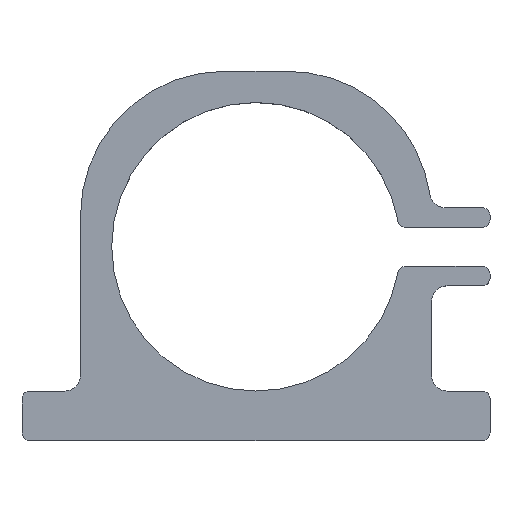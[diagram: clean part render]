
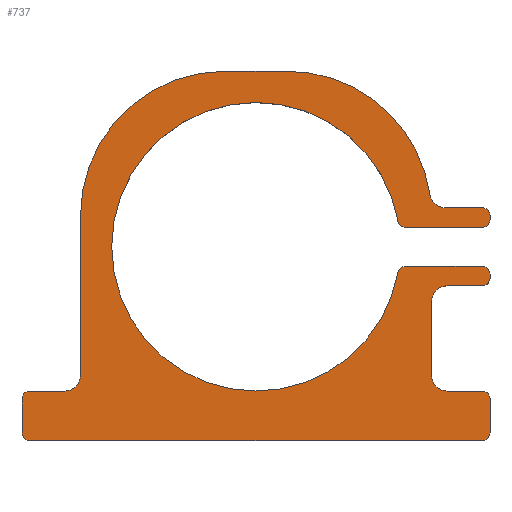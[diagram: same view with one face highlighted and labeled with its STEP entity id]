
A CAD part, top view. The second image highlights one B-rep face of the part: STEP entity #737.
In plain terms, the highlighted planar face has unit normal (0, 0, 1).
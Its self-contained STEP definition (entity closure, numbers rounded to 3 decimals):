
#23=PLANE('',#792);
#41=FACE_OUTER_BOUND('',#80,.T.);
#80=EDGE_LOOP('',(#493,#494,#495,#496,#497,#498,#499,#500,#501,#502,#503,
#504,#505,#506,#507,#508,#509,#510,#511,#512,#513,#514,#515,#516,#517,#518,
#519,#520,#521,#522,#523));
#126=LINE('',#1128,#192);
#127=LINE('',#1132,#193);
#128=LINE('',#1136,#194);
#129=LINE('',#1142,#195);
#130=LINE('',#1146,#196);
#131=LINE('',#1150,#197);
#132=LINE('',#1154,#198);
#133=LINE('',#1158,#199);
#134=LINE('',#1162,#200);
#135=LINE('',#1166,#201);
#136=LINE('',#1170,#202);
#137=LINE('',#1174,#203);
#138=LINE('',#1178,#204);
#139=LINE('',#1181,#205);
#192=VECTOR('',#890,10.);
#193=VECTOR('',#893,10.);
#194=VECTOR('',#896,10.);
#195=VECTOR('',#901,10.);
#196=VECTOR('',#904,10.);
#197=VECTOR('',#907,10.);
#198=VECTOR('',#910,10.);
#199=VECTOR('',#913,10.);
#200=VECTOR('',#916,10.);
#201=VECTOR('',#919,10.);
#202=VECTOR('',#922,10.);
#203=VECTOR('',#925,10.);
#204=VECTOR('',#928,10.);
#205=VECTOR('',#931,10.);
#257=CIRCLE('',#791,1.);
#258=CIRCLE('',#793,18.5);
#259=CIRCLE('',#794,1.);
#260=CIRCLE('',#795,1.);
#261=CIRCLE('',#796,1.);
#262=CIRCLE('',#797,2.);
#263=CIRCLE('',#798,18.5);
#264=CIRCLE('',#799,18.5);
#265=CIRCLE('',#800,2.);
#266=CIRCLE('',#801,1.);
#267=CIRCLE('',#802,1.);
#268=CIRCLE('',#803,1.);
#269=CIRCLE('',#804,1.);
#270=CIRCLE('',#805,2.);
#271=CIRCLE('',#806,2.);
#272=CIRCLE('',#807,1.);
#273=CIRCLE('',#808,1.);
#304=VERTEX_POINT('',#1117);
#305=VERTEX_POINT('',#1119);
#306=VERTEX_POINT('',#1123);
#307=VERTEX_POINT('',#1125);
#308=VERTEX_POINT('',#1127);
#309=VERTEX_POINT('',#1129);
#310=VERTEX_POINT('',#1131);
#311=VERTEX_POINT('',#1133);
#312=VERTEX_POINT('',#1135);
#313=VERTEX_POINT('',#1137);
#314=VERTEX_POINT('',#1139);
#315=VERTEX_POINT('',#1141);
#316=VERTEX_POINT('',#1143);
#317=VERTEX_POINT('',#1145);
#318=VERTEX_POINT('',#1147);
#319=VERTEX_POINT('',#1149);
#320=VERTEX_POINT('',#1151);
#321=VERTEX_POINT('',#1153);
#322=VERTEX_POINT('',#1155);
#323=VERTEX_POINT('',#1157);
#324=VERTEX_POINT('',#1159);
#325=VERTEX_POINT('',#1161);
#326=VERTEX_POINT('',#1163);
#327=VERTEX_POINT('',#1165);
#328=VERTEX_POINT('',#1167);
#329=VERTEX_POINT('',#1169);
#330=VERTEX_POINT('',#1171);
#331=VERTEX_POINT('',#1173);
#332=VERTEX_POINT('',#1175);
#333=VERTEX_POINT('',#1177);
#334=VERTEX_POINT('',#1179);
#378=EDGE_CURVE('',#304,#305,#257,.T.);
#380=EDGE_CURVE('',#306,#304,#258,.T.);
#381=EDGE_CURVE('',#307,#306,#259,.T.);
#382=EDGE_CURVE('',#308,#307,#126,.T.);
#383=EDGE_CURVE('',#309,#308,#260,.T.);
#384=EDGE_CURVE('',#310,#309,#127,.T.);
#385=EDGE_CURVE('',#311,#310,#261,.T.);
#386=EDGE_CURVE('',#312,#311,#128,.T.);
#387=EDGE_CURVE('',#313,#312,#262,.T.);
#388=EDGE_CURVE('',#313,#314,#263,.T.);
#389=EDGE_CURVE('',#314,#315,#129,.T.);
#390=EDGE_CURVE('',#315,#316,#264,.T.);
#391=EDGE_CURVE('',#316,#317,#130,.T.);
#392=EDGE_CURVE('',#318,#317,#265,.T.);
#393=EDGE_CURVE('',#318,#319,#131,.T.);
#394=EDGE_CURVE('',#320,#319,#266,.T.);
#395=EDGE_CURVE('',#320,#321,#132,.T.);
#396=EDGE_CURVE('',#322,#321,#267,.T.);
#397=EDGE_CURVE('',#322,#323,#133,.T.);
#398=EDGE_CURVE('',#324,#323,#268,.T.);
#399=EDGE_CURVE('',#324,#325,#134,.T.);
#400=EDGE_CURVE('',#326,#325,#269,.T.);
#401=EDGE_CURVE('',#326,#327,#135,.T.);
#402=EDGE_CURVE('',#328,#327,#270,.T.);
#403=EDGE_CURVE('',#328,#329,#136,.T.);
#404=EDGE_CURVE('',#330,#329,#271,.T.);
#405=EDGE_CURVE('',#331,#330,#137,.T.);
#406=EDGE_CURVE('',#332,#331,#272,.T.);
#407=EDGE_CURVE('',#333,#332,#138,.T.);
#408=EDGE_CURVE('',#334,#333,#273,.T.);
#409=EDGE_CURVE('',#334,#305,#139,.T.);
#493=ORIENTED_EDGE('',*,*,#378,.F.);
#494=ORIENTED_EDGE('',*,*,#380,.F.);
#495=ORIENTED_EDGE('',*,*,#381,.F.);
#496=ORIENTED_EDGE('',*,*,#382,.F.);
#497=ORIENTED_EDGE('',*,*,#383,.F.);
#498=ORIENTED_EDGE('',*,*,#384,.F.);
#499=ORIENTED_EDGE('',*,*,#385,.F.);
#500=ORIENTED_EDGE('',*,*,#386,.F.);
#501=ORIENTED_EDGE('',*,*,#387,.F.);
#502=ORIENTED_EDGE('',*,*,#388,.T.);
#503=ORIENTED_EDGE('',*,*,#389,.T.);
#504=ORIENTED_EDGE('',*,*,#390,.T.);
#505=ORIENTED_EDGE('',*,*,#391,.T.);
#506=ORIENTED_EDGE('',*,*,#392,.F.);
#507=ORIENTED_EDGE('',*,*,#393,.T.);
#508=ORIENTED_EDGE('',*,*,#394,.F.);
#509=ORIENTED_EDGE('',*,*,#395,.T.);
#510=ORIENTED_EDGE('',*,*,#396,.F.);
#511=ORIENTED_EDGE('',*,*,#397,.T.);
#512=ORIENTED_EDGE('',*,*,#398,.F.);
#513=ORIENTED_EDGE('',*,*,#399,.T.);
#514=ORIENTED_EDGE('',*,*,#400,.F.);
#515=ORIENTED_EDGE('',*,*,#401,.T.);
#516=ORIENTED_EDGE('',*,*,#402,.F.);
#517=ORIENTED_EDGE('',*,*,#403,.T.);
#518=ORIENTED_EDGE('',*,*,#404,.F.);
#519=ORIENTED_EDGE('',*,*,#405,.F.);
#520=ORIENTED_EDGE('',*,*,#406,.F.);
#521=ORIENTED_EDGE('',*,*,#407,.F.);
#522=ORIENTED_EDGE('',*,*,#408,.F.);
#523=ORIENTED_EDGE('',*,*,#409,.T.);
#737=ADVANCED_FACE('',(#41),#23,.T.);
#791=AXIS2_PLACEMENT_3D('',#1120,#881,#882);
#792=AXIS2_PLACEMENT_3D('',#1122,#884,#885);
#793=AXIS2_PLACEMENT_3D('',#1124,#886,#887);
#794=AXIS2_PLACEMENT_3D('',#1126,#888,#889);
#795=AXIS2_PLACEMENT_3D('',#1130,#891,#892);
#796=AXIS2_PLACEMENT_3D('',#1134,#894,#895);
#797=AXIS2_PLACEMENT_3D('',#1138,#897,#898);
#798=AXIS2_PLACEMENT_3D('',#1140,#899,#900);
#799=AXIS2_PLACEMENT_3D('',#1144,#902,#903);
#800=AXIS2_PLACEMENT_3D('',#1148,#905,#906);
#801=AXIS2_PLACEMENT_3D('',#1152,#908,#909);
#802=AXIS2_PLACEMENT_3D('',#1156,#911,#912);
#803=AXIS2_PLACEMENT_3D('',#1160,#914,#915);
#804=AXIS2_PLACEMENT_3D('',#1164,#917,#918);
#805=AXIS2_PLACEMENT_3D('',#1168,#920,#921);
#806=AXIS2_PLACEMENT_3D('',#1172,#923,#924);
#807=AXIS2_PLACEMENT_3D('',#1176,#926,#927);
#808=AXIS2_PLACEMENT_3D('',#1180,#929,#930);
#881=DIRECTION('center_axis',(0.,0.,-1.));
#882=DIRECTION('ref_axis',(-0.641,0.768,0.));
#884=DIRECTION('center_axis',(0.,0.,1.));
#885=DIRECTION('ref_axis',(1.,0.,0.));
#886=DIRECTION('center_axis',(0.,0.,1.));
#887=DIRECTION('ref_axis',(-1.,0.,0.));
#888=DIRECTION('center_axis',(0.,0.,-1.));
#889=DIRECTION('ref_axis',(-0.641,-0.768,0.));
#890=DIRECTION('',(-1.,0.,0.));
#891=DIRECTION('center_axis',(0.,0.,-1.));
#892=DIRECTION('ref_axis',(0.707,-0.707,0.));
#893=DIRECTION('',(0.,-1.,0.));
#894=DIRECTION('center_axis',(0.,0.,-1.));
#895=DIRECTION('ref_axis',(0.707,0.707,0.));
#896=DIRECTION('',(1.,0.,0.));
#897=DIRECTION('center_axis',(0.,0.,1.));
#898=DIRECTION('ref_axis',(-0.653,-0.757,0.));
#899=DIRECTION('center_axis',(0.,0.,1.));
#900=DIRECTION('ref_axis',(1.,0.,0.));
#901=DIRECTION('',(-1.,0.,0.));
#902=DIRECTION('center_axis',(0.,0.,1.));
#903=DIRECTION('ref_axis',(0.,1.,0.));
#904=DIRECTION('',(0.,-1.,0.));
#905=DIRECTION('center_axis',(0.,0.,1.));
#906=DIRECTION('ref_axis',(0.707,-0.707,0.));
#907=DIRECTION('',(-1.,0.,0.));
#908=DIRECTION('center_axis',(0.,0.,-1.));
#909=DIRECTION('ref_axis',(-0.707,0.707,0.));
#910=DIRECTION('',(0.,-1.,0.));
#911=DIRECTION('center_axis',(0.,0.,-1.));
#912=DIRECTION('ref_axis',(-0.707,-0.707,0.));
#913=DIRECTION('',(1.,0.,0.));
#914=DIRECTION('center_axis',(0.,0.,-1.));
#915=DIRECTION('ref_axis',(0.707,-0.707,0.));
#916=DIRECTION('',(0.,1.,0.));
#917=DIRECTION('center_axis',(0.,0.,-1.));
#918=DIRECTION('ref_axis',(0.707,0.707,0.));
#919=DIRECTION('',(-1.,0.,0.));
#920=DIRECTION('center_axis',(0.,0.,1.));
#921=DIRECTION('ref_axis',(-0.707,-0.707,0.));
#922=DIRECTION('',(0.,1.,0.));
#923=DIRECTION('center_axis',(0.,0.,1.));
#924=DIRECTION('ref_axis',(-0.707,0.707,0.));
#925=DIRECTION('',(-1.,0.,0.));
#926=DIRECTION('center_axis',(0.,0.,-1.));
#927=DIRECTION('ref_axis',(0.707,-0.707,0.));
#928=DIRECTION('',(0.,-1.,0.));
#929=DIRECTION('center_axis',(0.,0.,-1.));
#930=DIRECTION('ref_axis',(0.707,0.707,0.));
#931=DIRECTION('',(-1.,0.,0.));
#1117=CARTESIAN_POINT('',(18.2,18.354,10.));
#1119=CARTESIAN_POINT('',(19.183,19.175,10.));
#1120=CARTESIAN_POINT('Origin',(19.183,18.175,10.));
#1122=CARTESIAN_POINT('Origin',(0.,0.,10.));
#1123=CARTESIAN_POINT('',(18.2,24.996,10.));
#1124=CARTESIAN_POINT('Origin',(0.,21.675,10.));
#1125=CARTESIAN_POINT('',(19.183,24.175,10.));
#1126=CARTESIAN_POINT('Origin',(19.183,25.175,10.));
#1127=CARTESIAN_POINT('',(29.,24.175,10.));
#1128=CARTESIAN_POINT('',(32.5,24.175,10.));
#1129=CARTESIAN_POINT('',(30.,25.175,10.));
#1130=CARTESIAN_POINT('Origin',(29.,25.175,10.));
#1131=CARTESIAN_POINT('',(30.,25.675,10.));
#1132=CARTESIAN_POINT('',(30.,26.675,10.));
#1133=CARTESIAN_POINT('',(29.,26.675,10.));
#1134=CARTESIAN_POINT('Origin',(29.,25.675,10.));
#1135=CARTESIAN_POINT('',(24.279,26.675,10.));
#1136=CARTESIAN_POINT('',(22.5,26.675,10.));
#1137=CARTESIAN_POINT('',(22.301,28.382,10.));
#1138=CARTESIAN_POINT('Origin',(24.279,28.675,10.));
#1139=CARTESIAN_POINT('',(4.,44.175,10.));
#1140=CARTESIAN_POINT('Origin',(4.,25.675,10.));
#1141=CARTESIAN_POINT('',(-4.,44.175,10.));
#1142=CARTESIAN_POINT('',(4.,44.175,10.));
#1143=CARTESIAN_POINT('',(-22.5,25.675,10.));
#1144=CARTESIAN_POINT('Origin',(-4.,25.675,10.));
#1145=CARTESIAN_POINT('',(-22.5,5.175,10.));
#1146=CARTESIAN_POINT('',(-22.5,25.675,10.));
#1147=CARTESIAN_POINT('',(-24.5,3.175,10.));
#1148=CARTESIAN_POINT('Origin',(-24.5,5.175,10.));
#1149=CARTESIAN_POINT('',(-29.,3.175,10.));
#1150=CARTESIAN_POINT('',(30.,3.175,10.));
#1151=CARTESIAN_POINT('',(-30.,2.175,10.));
#1152=CARTESIAN_POINT('Origin',(-29.,2.175,10.));
#1153=CARTESIAN_POINT('',(-30.,-2.175,10.));
#1154=CARTESIAN_POINT('',(-30.,3.175,10.));
#1155=CARTESIAN_POINT('',(-29.,-3.175,10.));
#1156=CARTESIAN_POINT('Origin',(-29.,-2.175,10.));
#1157=CARTESIAN_POINT('',(29.,-3.175,10.));
#1158=CARTESIAN_POINT('',(-30.,-3.175,10.));
#1159=CARTESIAN_POINT('',(30.,-2.175,10.));
#1160=CARTESIAN_POINT('Origin',(29.,-2.175,10.));
#1161=CARTESIAN_POINT('',(30.,2.175,10.));
#1162=CARTESIAN_POINT('',(30.,-3.175,10.));
#1163=CARTESIAN_POINT('',(29.,3.175,10.));
#1164=CARTESIAN_POINT('Origin',(29.,2.175,10.));
#1165=CARTESIAN_POINT('',(24.5,3.175,10.));
#1166=CARTESIAN_POINT('',(30.,3.175,10.));
#1167=CARTESIAN_POINT('',(22.5,5.175,10.));
#1168=CARTESIAN_POINT('Origin',(24.5,5.175,10.));
#1169=CARTESIAN_POINT('',(22.5,14.675,10.));
#1170=CARTESIAN_POINT('',(22.5,-0.825,10.));
#1171=CARTESIAN_POINT('',(24.5,16.675,10.));
#1172=CARTESIAN_POINT('Origin',(24.5,14.675,10.));
#1173=CARTESIAN_POINT('',(29.,16.675,10.));
#1174=CARTESIAN_POINT('',(30.,16.675,10.));
#1175=CARTESIAN_POINT('',(30.,17.675,10.));
#1176=CARTESIAN_POINT('Origin',(29.,17.675,10.));
#1177=CARTESIAN_POINT('',(30.,18.175,10.));
#1178=CARTESIAN_POINT('',(30.,26.675,10.));
#1179=CARTESIAN_POINT('',(29.,19.175,10.));
#1180=CARTESIAN_POINT('Origin',(29.,18.175,10.));
#1181=CARTESIAN_POINT('',(11.25,19.175,10.));
